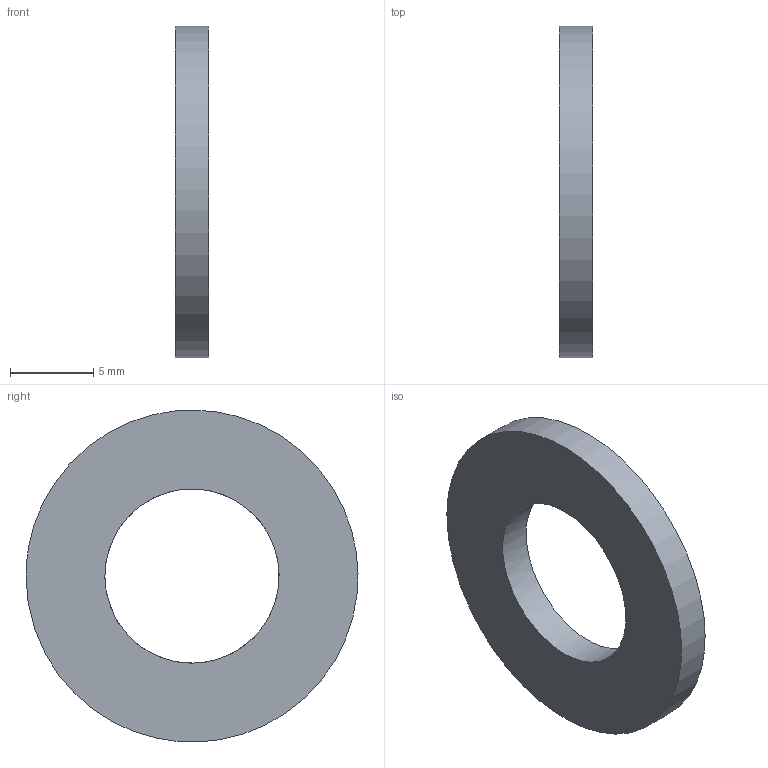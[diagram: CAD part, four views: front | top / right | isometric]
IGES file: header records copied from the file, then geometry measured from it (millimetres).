
Global section: file name: 215010; native system: Autodesk Inventor 2021; preprocessor: unknown; author: Krajewski; date: 20230127.112738; units: millimetre
Bounding box: 2 x 20 x 19.99 mm (x, y, z)
Volume: 455.8 mm3; surface area: 647.1 mm2
Topology: 1 solids, 1 shells, 4 faces, 6 edges, 4 vertices
Faces by surface type: bspline 4
